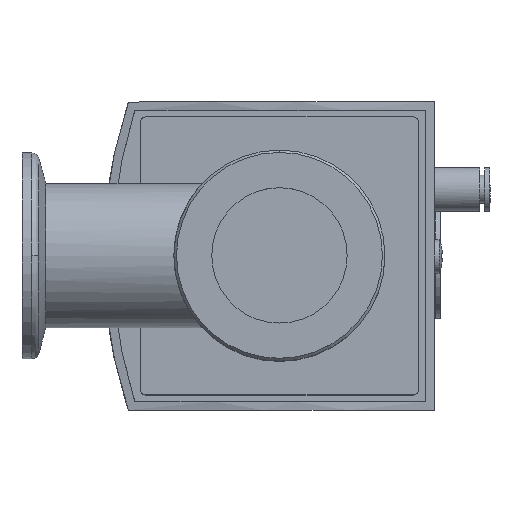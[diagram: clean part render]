
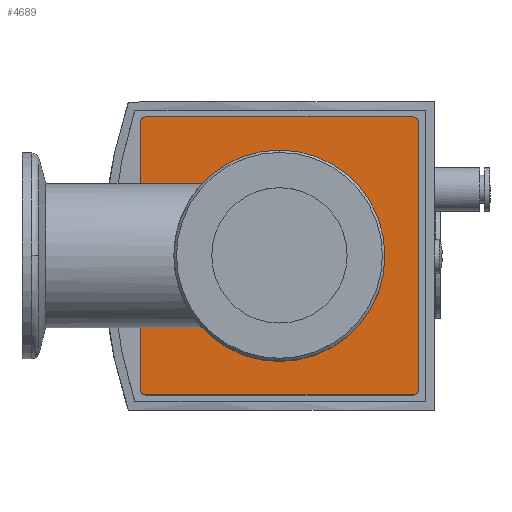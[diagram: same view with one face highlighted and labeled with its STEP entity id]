
A CAD part, top view. The second image highlights one B-rep face of the part: STEP entity #4689.
In plain terms, the highlighted planar face has unit normal (0, 0, 1).
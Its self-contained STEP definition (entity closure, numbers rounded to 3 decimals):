
#87 = DIRECTION ( 'NONE',  ( 1., 0., 0. ) ) ;
#92 = AXIS2_PLACEMENT_3D ( 'NONE', #3306, #339, #3796 ) ;
#164 = LINE ( 'NONE', #5306, #1514 ) ;
#248 = DIRECTION ( 'NONE',  ( 1., 0., 0. ) ) ;
#284 = ORIENTED_EDGE ( 'NONE', *, *, #5165, .T. ) ;
#339 = DIRECTION ( 'NONE',  ( 0., 0., -1. ) ) ;
#352 = CARTESIAN_POINT ( 'NONE',  ( -27., 0., -16.7 ) ) ;
#570 = CARTESIAN_POINT ( 'NONE',  ( -27., -26., -16.7 ) ) ;
#580 = CARTESIAN_POINT ( 'NONE',  ( 27., 26., -16.7 ) ) ;
#590 = ORIENTED_EDGE ( 'NONE', *, *, #2063, .F. ) ;
#592 = DIRECTION ( 'NONE',  ( 0., 1., 0. ) ) ;
#609 = ORIENTED_EDGE ( 'NONE', *, *, #4485, .F. ) ;
#844 = LINE ( 'NONE', #1569, #3316 ) ;
#867 = CARTESIAN_POINT ( 'NONE',  ( 26., -27., -16.7 ) ) ;
#876 = DIRECTION ( 'NONE',  ( 0., 0., 1. ) ) ;
#898 = AXIS2_PLACEMENT_3D ( 'NONE', #1891, #5260, #2418 ) ;
#956 = VERTEX_POINT ( 'NONE', #4915 ) ;
#1039 = VERTEX_POINT ( 'NONE', #3516 ) ;
#1050 = ORIENTED_EDGE ( 'NONE', *, *, #5011, .F. ) ;
#1126 = FACE_OUTER_BOUND ( 'NONE', #1816, .T. ) ;
#1131 = CARTESIAN_POINT ( 'NONE',  ( 0., 0., -16.7 ) ) ;
#1162 = VERTEX_POINT ( 'NONE', #1614 ) ;
#1333 = DIRECTION ( 'NONE',  ( 0., 0., 1. ) ) ;
#1355 = CIRCLE ( 'NONE', #4339, 1. ) ;
#1514 = VECTOR ( 'NONE', #4838, 1000. ) ;
#1538 = CIRCLE ( 'NONE', #92, 1. ) ;
#1569 = CARTESIAN_POINT ( 'NONE',  ( 27., 0., -16.7 ) ) ;
#1579 = VERTEX_POINT ( 'NONE', #570 ) ;
#1597 = EDGE_CURVE ( 'NONE', #6282, #1988, #844, .T. ) ;
#1614 = CARTESIAN_POINT ( 'NONE',  ( 26., 27., -16.7 ) ) ;
#1623 = DIRECTION ( 'NONE',  ( 1., 0., 0. ) ) ;
#1788 = DIRECTION ( 'NONE',  ( 0., 0., -1. ) ) ;
#1816 = EDGE_LOOP ( 'NONE', ( #5279, #4938, #1050, #2462, #590, #3592, #2381, #284 ) ) ;
#1827 = FACE_BOUND ( 'NONE', #1966, .T. ) ;
#1891 = CARTESIAN_POINT ( 'NONE',  ( 26., 26., -16.7 ) ) ;
#1966 = EDGE_LOOP ( 'NONE', ( #5065, #609 ) ) ;
#1988 = VERTEX_POINT ( 'NONE', #580 ) ;
#2057 = VERTEX_POINT ( 'NONE', #5553 ) ;
#2063 = EDGE_CURVE ( 'NONE', #6282, #2126, #1538, .T. ) ;
#2126 = VERTEX_POINT ( 'NONE', #867 ) ;
#2323 = PLANE ( 'NONE',  #3332 ) ;
#2381 = ORIENTED_EDGE ( 'NONE', *, *, #4730, .F. ) ;
#2418 = DIRECTION ( 'NONE',  ( 1., 0., 0. ) ) ;
#2462 = ORIENTED_EDGE ( 'NONE', *, *, #4646, .T. ) ;
#2595 = VERTEX_POINT ( 'NONE', #6197 ) ;
#2620 = CIRCLE ( 'NONE', #4854, 20.5 ) ;
#2912 = CIRCLE ( 'NONE', #898, 1. ) ;
#2918 = LINE ( 'NONE', #3223, #5443 ) ;
#3071 = DIRECTION ( 'NONE',  ( 0., 0., -1. ) ) ;
#3223 = CARTESIAN_POINT ( 'NONE',  ( 0., -27., -16.7 ) ) ;
#3306 = CARTESIAN_POINT ( 'NONE',  ( 26., -26., -16.7 ) ) ;
#3316 = VECTOR ( 'NONE', #592, 1000. ) ;
#3332 = AXIS2_PLACEMENT_3D ( 'NONE', #4237, #1333, #4721 ) ;
#3434 = CARTESIAN_POINT ( 'NONE',  ( -26., -27., -16.7 ) ) ;
#3461 = EDGE_CURVE ( 'NONE', #2057, #1579, #4891, .T. ) ;
#3516 = CARTESIAN_POINT ( 'NONE',  ( -20.5, 0., -16.7 ) ) ;
#3592 = ORIENTED_EDGE ( 'NONE', *, *, #1597, .T. ) ;
#3611 = VECTOR ( 'NONE', #4773, 1000. ) ;
#3796 = DIRECTION ( 'NONE',  ( 1., 0., 0. ) ) ;
#3823 = CARTESIAN_POINT ( 'NONE',  ( 0., 0., -16.7 ) ) ;
#3876 = EDGE_CURVE ( 'NONE', #956, #1039, #2620, .T. ) ;
#4208 = CARTESIAN_POINT ( 'NONE',  ( 27., -26., -16.7 ) ) ;
#4237 = CARTESIAN_POINT ( 'NONE',  ( 0., 0., -16.7 ) ) ;
#4288 = DIRECTION ( 'NONE',  ( 1., 0., 0. ) ) ;
#4339 = AXIS2_PLACEMENT_3D ( 'NONE', #4690, #1788, #5166 ) ;
#4485 = EDGE_CURVE ( 'NONE', #1039, #956, #5846, .T. ) ;
#4530 = DIRECTION ( 'NONE',  ( 0., 0., 1. ) ) ;
#4646 = EDGE_CURVE ( 'NONE', #4794, #2126, #2918, .T. ) ;
#4689 = ADVANCED_FACE ( 'NONE', ( #1827, #1126 ), #2323, .T. ) ;
#4690 = CARTESIAN_POINT ( 'NONE',  ( -26., 26., -16.7 ) ) ;
#4721 = DIRECTION ( 'NONE',  ( 1., 0., 0. ) ) ;
#4730 = EDGE_CURVE ( 'NONE', #1162, #1988, #2912, .T. ) ;
#4773 = DIRECTION ( 'NONE',  ( 0., -1., 0. ) ) ;
#4794 = VERTEX_POINT ( 'NONE', #3434 ) ;
#4838 = DIRECTION ( 'NONE',  ( -1., 0., 0. ) ) ;
#4854 = AXIS2_PLACEMENT_3D ( 'NONE', #3823, #876, #4288 ) ;
#4891 = LINE ( 'NONE', #352, #3611 ) ;
#4915 = CARTESIAN_POINT ( 'NONE',  ( 20.5, 0., -16.7 ) ) ;
#4938 = ORIENTED_EDGE ( 'NONE', *, *, #3461, .T. ) ;
#5011 = EDGE_CURVE ( 'NONE', #4794, #1579, #5675, .T. ) ;
#5065 = ORIENTED_EDGE ( 'NONE', *, *, #3876, .F. ) ;
#5158 = AXIS2_PLACEMENT_3D ( 'NONE', #1131, #4530, #1623 ) ;
#5165 = EDGE_CURVE ( 'NONE', #1162, #2595, #164, .T. ) ;
#5166 = DIRECTION ( 'NONE',  ( 1., 0., 0. ) ) ;
#5260 = DIRECTION ( 'NONE',  ( 0., 0., -1. ) ) ;
#5279 = ORIENTED_EDGE ( 'NONE', *, *, #6277, .F. ) ;
#5306 = CARTESIAN_POINT ( 'NONE',  ( 0., 27., -16.7 ) ) ;
#5443 = VECTOR ( 'NONE', #248, 1000. ) ;
#5553 = CARTESIAN_POINT ( 'NONE',  ( -27., 26., -16.7 ) ) ;
#5675 = CIRCLE ( 'NONE', #5783, 1. ) ;
#5783 = AXIS2_PLACEMENT_3D ( 'NONE', #5945, #3071, #87 ) ;
#5846 = CIRCLE ( 'NONE', #5158, 20.5 ) ;
#5945 = CARTESIAN_POINT ( 'NONE',  ( -26., -26., -16.7 ) ) ;
#6197 = CARTESIAN_POINT ( 'NONE',  ( -26., 27., -16.7 ) ) ;
#6277 = EDGE_CURVE ( 'NONE', #2057, #2595, #1355, .T. ) ;
#6282 = VERTEX_POINT ( 'NONE', #4208 ) ;
